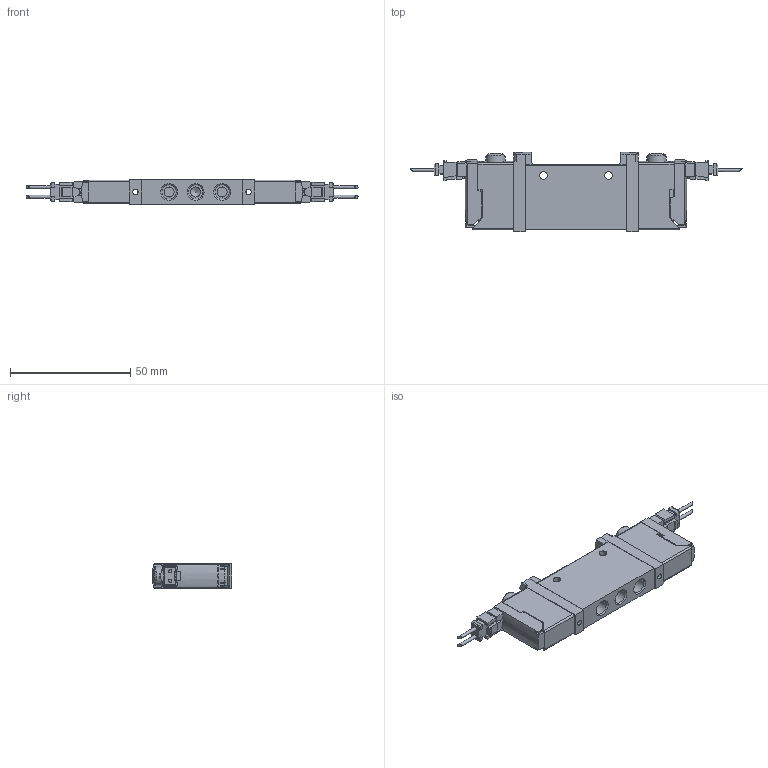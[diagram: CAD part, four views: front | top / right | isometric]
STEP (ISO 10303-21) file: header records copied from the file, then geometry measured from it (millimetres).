
FILE_DESCRIPTION(/* description */ ('STEP AP214'),/* implementation_level */ '2;1');
FILE_NAME(/* name */ '577332_VUVG-L10-B52-T-M7-1H2L-W1',/* time_stamp */ '2024-09-12T07:39:56+02:00',/* author */ ('License CC BY-ND 4.0'),/* organization */ ('CADENAS'),/* preprocessor_version */ 'ST-DEVELOPER v19.3',/* originating_system */ 'PARTsolutions',/* authorisation */ ' ');
FILE_SCHEMA (('AUTOMOTIVE_DESIGN {1 0 10303 214 3 1 1}'));
Length unit declared in the file: millimetre
Products named in the file (4): 577332 VUVG-L10-B52-T-M7-1H2L-W1; 564212 VUVG-L-10-B52---T-M7--1H2--L-W1---(G); 566714 VAVE-L1-1VH2-LP; 566654 NEBV-H1G2-KN-0.5-N-LE2
Assembly tree (5 placements, depth 2):
  577332 VUVG-L10-B52-T-M7-1H2L-W1
    564212 VUVG-L-10-B52---T-M7--1H2--L-W1---(G)
    566714 VAVE-L1-1VH2-LP  x2
    566654 NEBV-H1G2-KN-0.5-N-LE2  x2
Bounding box: 137.79 x 33.1 x 10.25 mm (x, y, z)
Volume: 24885.6 mm3; surface area: 13364.7 mm2
Topology: 5 solids, 5 shells, 947 faces, 2529 edges, 1653 vertices
Faces by surface type: plane 699, cylinder 208, cone 26, torus 12, sphere 2
Full cylindrical faces by diameter (mm): 1.3 x4, 3 x2, 3.2 x2, 3.8 x2, 3.9 x2, 4.2 x3, 5.917 x5, 8.1 x2
Entity records: 22198 total; most frequent: CARTESIAN_POINT 3764, ORIENTED_EDGE 3388, DIRECTION 3311, EDGE_CURVE 1694, LINE 1235, VECTOR 1235, VERTEX_POINT 1130, AXIS2_PLACEMENT_3D 1038
